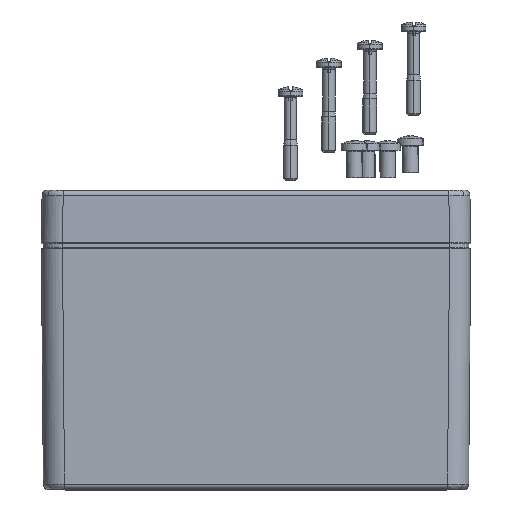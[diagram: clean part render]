
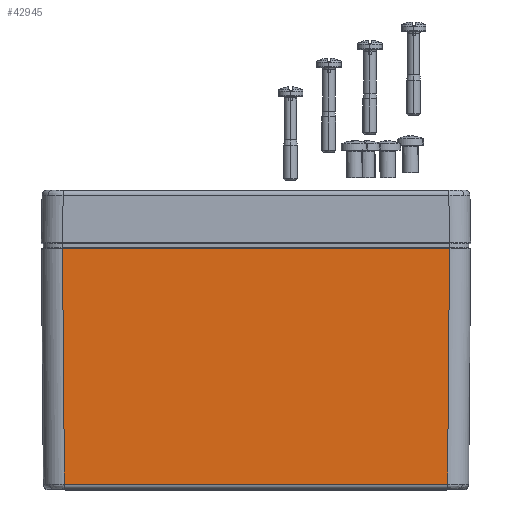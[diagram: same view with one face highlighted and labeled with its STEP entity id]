
A CAD part, top view. The second image highlights one B-rep face of the part: STEP entity #42945.
In plain terms, the highlighted planar face has unit normal (0, -0.008, 1).
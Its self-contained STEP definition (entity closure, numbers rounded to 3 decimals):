
#5146 = VERTEX_POINT ( 'NONE', #7510 ) ;
#7510 = CARTESIAN_POINT ( 'NONE',  ( -54.414, -70.013, 59.413 ) ) ;
#23904 = CARTESIAN_POINT ( 'NONE',  ( 54.975, -3., 59.975 ) ) ;
#23959 = DIRECTION ( 'NONE',  ( -1., 0., 0. ) ) ;
#23960 = VECTOR ( 'NONE', #23959, 1000. ) ;
#23961 = CARTESIAN_POINT ( 'NONE',  ( -61., -3., 59.975 ) ) ;
#23962 = LINE ( 'NONE', #23961, #23960 ) ;
#23984 = CARTESIAN_POINT ( 'NONE',  ( -54.975, -3., 59.975 ) ) ;
#24548 = CARTESIAN_POINT ( 'NONE',  ( 54.414, -70.013, 59.413 ) ) ;
#24719 = LINE ( 'NONE', #24786, #24785 ) ;
#24784 = DIRECTION ( 'NONE',  ( 1., 0., 0. ) ) ;
#24785 = VECTOR ( 'NONE', #24784, 1000. ) ;
#24786 = CARTESIAN_POINT ( 'NONE',  ( -61., -70.013, 59.413 ) ) ;
#25091 = DIRECTION ( 'NONE',  ( 0.008, 1., 0.008 ) ) ;
#25092 = VECTOR ( 'NONE', #25091, 1000. ) ;
#25093 = CARTESIAN_POINT ( 'NONE',  ( 54.992, -0.972, 59.992 ) ) ;
#25101 = LINE ( 'NONE', #25093, #25092 ) ;
#25364 = FACE_OUTER_BOUND ( 'NONE', #42870, .T. ) ;
#25365 = PLANE ( 'NONE',  #25411 ) ;
#25401 = DIRECTION ( 'NONE',  ( 0., -1., -0.008 ) ) ;
#25402 = DIRECTION ( 'NONE',  ( 0., -0.008, 1. ) ) ;
#25410 = CARTESIAN_POINT ( 'NONE',  ( -61., 0., 60. ) ) ;
#25411 = AXIS2_PLACEMENT_3D ( 'NONE', #25410, #25402, #25401 ) ;
#25639 = DIRECTION ( 'NONE',  ( 0.008, -1., -0.008 ) ) ;
#25640 = VECTOR ( 'NONE', #25639, 1000. ) ;
#25641 = CARTESIAN_POINT ( 'NONE',  ( -55.001, 0.05, 60. ) ) ;
#25645 = LINE ( 'NONE', #25641, #25640 ) ;
#42305 = VERTEX_POINT ( 'NONE', #23904 ) ;
#42306 = EDGE_CURVE ( 'NONE', #42305, #42323, #23962, .T. ) ;
#42323 = VERTEX_POINT ( 'NONE', #23984 ) ;
#42625 = VERTEX_POINT ( 'NONE', #24548 ) ;
#42713 = EDGE_CURVE ( 'NONE', #5146, #42625, #24719, .T. ) ;
#42870 = EDGE_LOOP ( 'NONE', ( #42872, #42876, #42877, #43088 ) ) ;
#42872 = ORIENTED_EDGE ( 'NONE', *, *, #42873, .T. ) ;
#42873 = EDGE_CURVE ( 'NONE', #42625, #42305, #25101, .T. ) ;
#42876 = ORIENTED_EDGE ( 'NONE', *, *, #42306, .T. ) ;
#42877 = ORIENTED_EDGE ( 'NONE', *, *, #43092, .T. ) ;
#42945 = ADVANCED_FACE ( 'NONE', ( #25364 ), #25365, .T. ) ;
#43088 = ORIENTED_EDGE ( 'NONE', *, *, #42713, .T. ) ;
#43092 = EDGE_CURVE ( 'NONE', #42323, #5146, #25645, .T. ) ;
